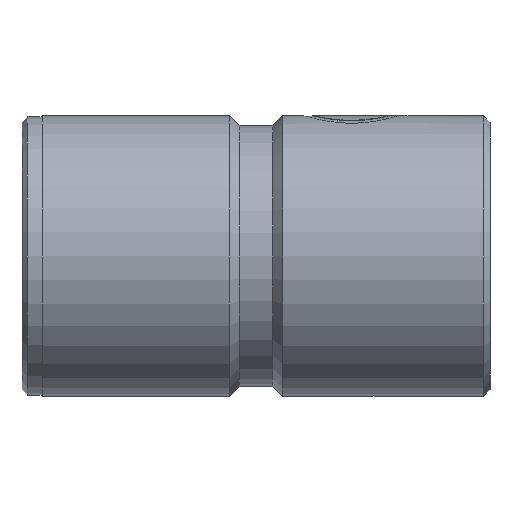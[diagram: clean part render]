
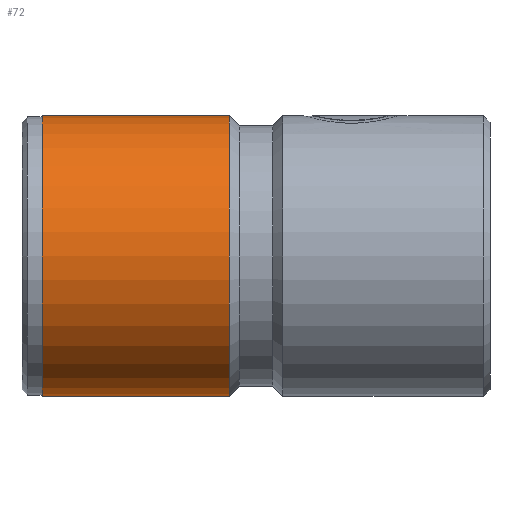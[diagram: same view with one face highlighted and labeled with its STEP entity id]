
A CAD part, left-side view. The second image highlights one B-rep face of the part: STEP entity #72.
In plain terms, the highlighted cylindrical face has radius 21 mm (diameter 42 mm), a partial arc.
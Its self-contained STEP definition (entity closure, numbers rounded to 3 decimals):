
#72 = ADVANCED_FACE ( 'NONE', ( #1113 ), #1701, .T. ) ;
#109 = VERTEX_POINT ( 'NONE', #1223 ) ;
#136 = CARTESIAN_POINT ( 'NONE',  ( 0., 0., 21. ) ) ;
#145 = VERTEX_POINT ( 'NONE', #821 ) ;
#171 = DIRECTION ( 'NONE',  ( 0., 0., -1. ) ) ;
#257 = EDGE_LOOP ( 'NONE', ( #1463, #1370, #1664, #330 ) ) ;
#330 = ORIENTED_EDGE ( 'NONE', *, *, #1060, .F. ) ;
#399 = EDGE_CURVE ( 'NONE', #109, #1051, #963, .T. ) ;
#403 = VECTOR ( 'NONE', #1345, 1000. ) ;
#598 = EDGE_CURVE ( 'NONE', #109, #145, #1301, .T. ) ;
#617 = DIRECTION ( 'NONE',  ( 0., -1., 0. ) ) ;
#710 = DIRECTION ( 'NONE',  ( 0., -1., 0. ) ) ;
#774 = LINE ( 'NONE', #1439, #403 ) ;
#821 = CARTESIAN_POINT ( 'NONE',  ( 0., 39., 21. ) ) ;
#881 = AXIS2_PLACEMENT_3D ( 'NONE', #1515, #710, #1648 ) ;
#909 = AXIS2_PLACEMENT_3D ( 'NONE', #1427, #617, #1563 ) ;
#955 = CARTESIAN_POINT ( 'NONE',  ( 0., 67., -21. ) ) ;
#963 = CIRCLE ( 'NONE', #881, 21. ) ;
#1051 = VERTEX_POINT ( 'NONE', #955 ) ;
#1060 = EDGE_CURVE ( 'NONE', #145, #1321, #1341, .T. ) ;
#1105 = DIRECTION ( 'NONE',  ( 0., -1., 0. ) ) ;
#1113 = FACE_OUTER_BOUND ( 'NONE', #257, .T. ) ;
#1132 = CARTESIAN_POINT ( 'NONE',  ( 0., 0., 0. ) ) ;
#1223 = CARTESIAN_POINT ( 'NONE',  ( 0., 67., 21. ) ) ;
#1228 = EDGE_CURVE ( 'NONE', #1051, #1321, #774, .T. ) ;
#1260 = DIRECTION ( 'NONE',  ( 0., -1., 0. ) ) ;
#1301 = LINE ( 'NONE', #136, #1653 ) ;
#1321 = VERTEX_POINT ( 'NONE', #1628 ) ;
#1341 = CIRCLE ( 'NONE', #909, 21. ) ;
#1345 = DIRECTION ( 'NONE',  ( 0., -1., 0. ) ) ;
#1370 = ORIENTED_EDGE ( 'NONE', *, *, #399, .T. ) ;
#1427 = CARTESIAN_POINT ( 'NONE',  ( 0., 39., 0. ) ) ;
#1439 = CARTESIAN_POINT ( 'NONE',  ( 0., 0., -21. ) ) ;
#1463 = ORIENTED_EDGE ( 'NONE', *, *, #598, .F. ) ;
#1468 = AXIS2_PLACEMENT_3D ( 'NONE', #1132, #1260, #171 ) ;
#1515 = CARTESIAN_POINT ( 'NONE',  ( 0., 67., 0. ) ) ;
#1563 = DIRECTION ( 'NONE',  ( 0., 0., -1. ) ) ;
#1628 = CARTESIAN_POINT ( 'NONE',  ( 0., 39., -21. ) ) ;
#1648 = DIRECTION ( 'NONE',  ( 0., 0., -1. ) ) ;
#1653 = VECTOR ( 'NONE', #1105, 1000. ) ;
#1664 = ORIENTED_EDGE ( 'NONE', *, *, #1228, .T. ) ;
#1701 = CYLINDRICAL_SURFACE ( 'NONE', #1468, 21. ) ;
